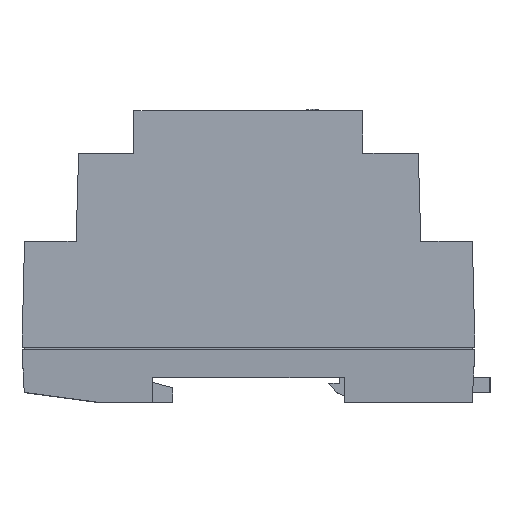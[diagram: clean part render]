
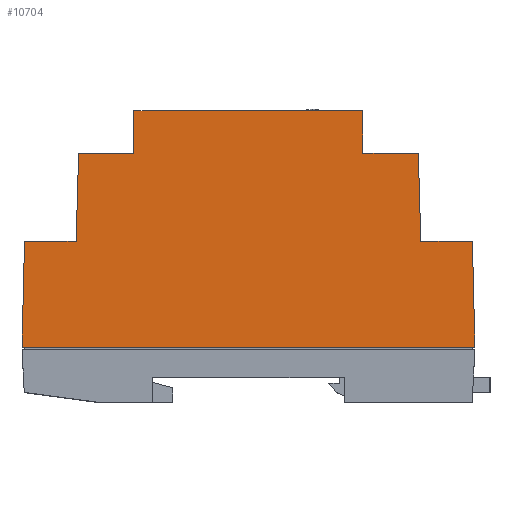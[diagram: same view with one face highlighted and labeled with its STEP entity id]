
A CAD part, top view. The second image highlights one B-rep face of the part: STEP entity #10704.
In plain terms, the highlighted planar face has unit normal (0, 0, 1).
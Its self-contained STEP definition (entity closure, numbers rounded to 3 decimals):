
#48 = DIRECTION ( 'NONE',  ( 1., 0., 0. ) ) ;
#612 = VECTOR ( 'NONE', #14889, 1000. ) ;
#1733 = DIRECTION ( 'NONE',  ( 0., 0., -1. ) ) ;
#2008 = LINE ( 'NONE', #26293, #29167 ) ;
#2046 = VERTEX_POINT ( 'NONE', #2647 ) ;
#2047 = LINE ( 'NONE', #4677, #16031 ) ;
#2348 = CARTESIAN_POINT ( 'NONE',  ( 22.75, 38.5, 0. ) ) ;
#2647 = CARTESIAN_POINT ( 'NONE',  ( -44.5, 21., 0. ) ) ;
#4039 = LINE ( 'NONE', #22209, #11821 ) ;
#4090 = DIRECTION ( 'NONE',  ( 0., 1., 0. ) ) ;
#4575 = CARTESIAN_POINT ( 'NONE',  ( -44.5, 21., 0. ) ) ;
#4677 = CARTESIAN_POINT ( 'NONE',  ( -33.75, 38.5, 0. ) ) ;
#4755 = LINE ( 'NONE', #18438, #31064 ) ;
#6096 = CARTESIAN_POINT ( 'NONE',  ( -34.25, 21., 0. ) ) ;
#6173 = VERTEX_POINT ( 'NONE', #20264 ) ;
#6184 = VERTEX_POINT ( 'NONE', #12771 ) ;
#6281 = EDGE_CURVE ( 'NONE', #8563, #6173, #4755, .T. ) ;
#6673 = ORIENTED_EDGE ( 'NONE', *, *, #8259, .T. ) ;
#6812 = FACE_OUTER_BOUND ( 'NONE', #10192, .T. ) ;
#7117 = VECTOR ( 'NONE', #33793, 1000. ) ;
#7655 = CARTESIAN_POINT ( 'NONE',  ( -22.75, 47., 0. ) ) ;
#8054 = DIRECTION ( 'NONE',  ( 0., 1., 0. ) ) ;
#8129 = VERTEX_POINT ( 'NONE', #20659 ) ;
#8225 = VECTOR ( 'NONE', #4090, 1000. ) ;
#8259 = EDGE_CURVE ( 'NONE', #28659, #27507, #2008, .T. ) ;
#8274 = ORIENTED_EDGE ( 'NONE', *, *, #33374, .F. ) ;
#8386 = VERTEX_POINT ( 'NONE', #32511 ) ;
#8563 = VERTEX_POINT ( 'NONE', #20243 ) ;
#8703 = DIRECTION ( 'NONE',  ( 0.029, 1., 0. ) ) ;
#8798 = VERTEX_POINT ( 'NONE', #13333 ) ;
#9123 = DIRECTION ( 'NONE',  ( -0.029, 1., 0. ) ) ;
#9736 = DIRECTION ( 'NONE',  ( 1., 0., 0. ) ) ;
#9833 = ORIENTED_EDGE ( 'NONE', *, *, #6281, .T. ) ;
#10192 = EDGE_LOOP ( 'NONE', ( #16524, #16705, #26415, #28316, #31386, #8274, #9833, #19192, #17346, #28850, #6673, #33215 ) ) ;
#10223 = EDGE_CURVE ( 'NONE', #8798, #31753, #21618, .T. ) ;
#10704 = ADVANCED_FACE ( 'NONE', ( #6812 ), #14814, .F. ) ;
#11821 = VECTOR ( 'NONE', #9123, 1000. ) ;
#11900 = DIRECTION ( 'NONE',  ( -1., 0., 0. ) ) ;
#12242 = CARTESIAN_POINT ( 'NONE',  ( -45., 0., 0. ) ) ;
#12343 = EDGE_CURVE ( 'NONE', #22170, #28659, #4039, .T. ) ;
#12771 = CARTESIAN_POINT ( 'NONE',  ( 44.5, 21., 0. ) ) ;
#12814 = VECTOR ( 'NONE', #9736, 1000. ) ;
#13333 = CARTESIAN_POINT ( 'NONE',  ( -22.75, 38.5, 0. ) ) ;
#14814 = PLANE ( 'NONE',  #31535 ) ;
#14889 = DIRECTION ( 'NONE',  ( 0.024, 1., 0. ) ) ;
#15889 = CARTESIAN_POINT ( 'NONE',  ( -22.75, 38.5, 0. ) ) ;
#16031 = VECTOR ( 'NONE', #23027, 1000. ) ;
#16068 = LINE ( 'NONE', #30539, #8225 ) ;
#16524 = ORIENTED_EDGE ( 'NONE', *, *, #33281, .T. ) ;
#16705 = ORIENTED_EDGE ( 'NONE', *, *, #10223, .F. ) ;
#16844 = VERTEX_POINT ( 'NONE', #31016 ) ;
#16911 = EDGE_CURVE ( 'NONE', #6184, #22170, #31553, .T. ) ;
#17346 = ORIENTED_EDGE ( 'NONE', *, *, #16911, .T. ) ;
#17711 = VECTOR ( 'NONE', #8703, 1000. ) ;
#18217 = CARTESIAN_POINT ( 'NONE',  ( 45., 0., 0. ) ) ;
#18344 = EDGE_CURVE ( 'NONE', #2046, #16844, #32975, .T. ) ;
#18438 = CARTESIAN_POINT ( 'NONE',  ( 0., 0., 0. ) ) ;
#19102 = EDGE_CURVE ( 'NONE', #27507, #8129, #16068, .T. ) ;
#19192 = ORIENTED_EDGE ( 'NONE', *, *, #27510, .T. ) ;
#20099 = DIRECTION ( 'NONE',  ( -1., 0., 0. ) ) ;
#20243 = CARTESIAN_POINT ( 'NONE',  ( -45., 0., 0. ) ) ;
#20264 = CARTESIAN_POINT ( 'NONE',  ( 45., 0., 0. ) ) ;
#20659 = CARTESIAN_POINT ( 'NONE',  ( 22.75, 47., 0. ) ) ;
#21171 = VECTOR ( 'NONE', #11900, 1000. ) ;
#21618 = LINE ( 'NONE', #15889, #27821 ) ;
#22170 = VERTEX_POINT ( 'NONE', #28879 ) ;
#22209 = CARTESIAN_POINT ( 'NONE',  ( 34.25, 21., 0. ) ) ;
#22813 = EDGE_CURVE ( 'NONE', #16844, #8386, #24692, .T. ) ;
#23027 = DIRECTION ( 'NONE',  ( 1., 0., 0. ) ) ;
#23054 = EDGE_CURVE ( 'NONE', #8386, #8798, #2047, .T. ) ;
#24571 = VECTOR ( 'NONE', #33727, 1000. ) ;
#24692 = LINE ( 'NONE', #6096, #17711 ) ;
#25812 = CARTESIAN_POINT ( 'NONE',  ( 44.5, 21., 0. ) ) ;
#26293 = CARTESIAN_POINT ( 'NONE',  ( 33.75, 38.5, 0. ) ) ;
#26415 = ORIENTED_EDGE ( 'NONE', *, *, #23054, .F. ) ;
#27507 = VERTEX_POINT ( 'NONE', #2348 ) ;
#27510 = EDGE_CURVE ( 'NONE', #6173, #6184, #28104, .T. ) ;
#27680 = CARTESIAN_POINT ( 'NONE',  ( 0., 47., 0. ) ) ;
#27821 = VECTOR ( 'NONE', #8054, 1000. ) ;
#28104 = LINE ( 'NONE', #18217, #7117 ) ;
#28316 = ORIENTED_EDGE ( 'NONE', *, *, #22813, .F. ) ;
#28587 = LINE ( 'NONE', #12242, #612 ) ;
#28659 = VERTEX_POINT ( 'NONE', #29759 ) ;
#28850 = ORIENTED_EDGE ( 'NONE', *, *, #12343, .T. ) ;
#28879 = CARTESIAN_POINT ( 'NONE',  ( 34.25, 21., 0. ) ) ;
#28969 = DIRECTION ( 'NONE',  ( -1., 0., 0. ) ) ;
#29167 = VECTOR ( 'NONE', #28969, 1000. ) ;
#29759 = CARTESIAN_POINT ( 'NONE',  ( 33.75, 38.5, 0. ) ) ;
#30539 = CARTESIAN_POINT ( 'NONE',  ( 22.75, 38.5, 0. ) ) ;
#31016 = CARTESIAN_POINT ( 'NONE',  ( -34.25, 21., 0. ) ) ;
#31064 = VECTOR ( 'NONE', #48, 1000. ) ;
#31386 = ORIENTED_EDGE ( 'NONE', *, *, #18344, .F. ) ;
#31535 = AXIS2_PLACEMENT_3D ( 'NONE', #33197, #1733, #20099 ) ;
#31553 = LINE ( 'NONE', #25812, #24571 ) ;
#31753 = VERTEX_POINT ( 'NONE', #7655 ) ;
#31863 = LINE ( 'NONE', #27680, #21171 ) ;
#32511 = CARTESIAN_POINT ( 'NONE',  ( -33.75, 38.5, 0. ) ) ;
#32975 = LINE ( 'NONE', #4575, #12814 ) ;
#33197 = CARTESIAN_POINT ( 'NONE',  ( 0., 47., 0. ) ) ;
#33215 = ORIENTED_EDGE ( 'NONE', *, *, #19102, .T. ) ;
#33281 = EDGE_CURVE ( 'NONE', #8129, #31753, #31863, .T. ) ;
#33374 = EDGE_CURVE ( 'NONE', #8563, #2046, #28587, .T. ) ;
#33727 = DIRECTION ( 'NONE',  ( -1., 0., 0. ) ) ;
#33793 = DIRECTION ( 'NONE',  ( -0.024, 1., 0. ) ) ;
